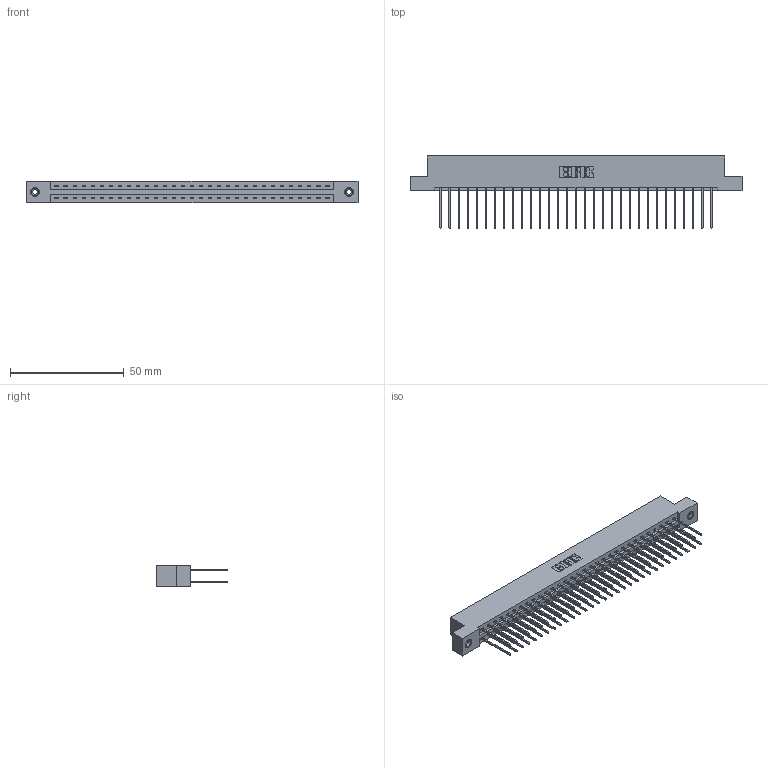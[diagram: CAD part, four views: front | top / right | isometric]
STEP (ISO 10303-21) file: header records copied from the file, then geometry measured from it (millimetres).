
FILE_DESCRIPTION (( 'STEP AP203' ), '1' );
FILE_NAME ('337-062-542-208.STEP', '2018-08-10T10:58:00', ( '' ), ( '' ), 'SwSTEP 2.0', 'SolidWorks 2016', '' );
FILE_SCHEMA (( 'CONFIG_CONTROL_DESIGN' ));
Length unit declared in the file: inch
Products named in the file (4): 337 Part_Flush Mounting Lugs - 0.156 Dia-TI; 345-292-001_345-293-142; 345-250-001_345-250-003-102; 337-062-542-208
Assembly tree (65 placements, depth 2):
  337-062-542-208
    337 Part_Flush Mounting Lugs - 0.156 Dia-TI
    345-292-001_345-293-142  x62
    345-250-001_345-250-003-102  x2
Bounding box: 145.85 x 31.63 x 9.4 mm (x, y, z)
Volume: 15506.6 mm3; surface area: 18888.1 mm2
Topology: 65 solids, 65 shells, 3522 faces, 10429 edges, 6862 vertices
Faces by surface type: plane 2458, cylinder 1048, cone 12, torus 4
Entity records: 26662 total; most frequent: CARTESIAN_POINT 4481, ORIENTED_EDGE 4410, DIRECTION 3863, EDGE_CURVE 2205, VECTOR 2057, LINE 2057, VERTEX_POINT 1464, AXIS2_PLACEMENT_3D 903
